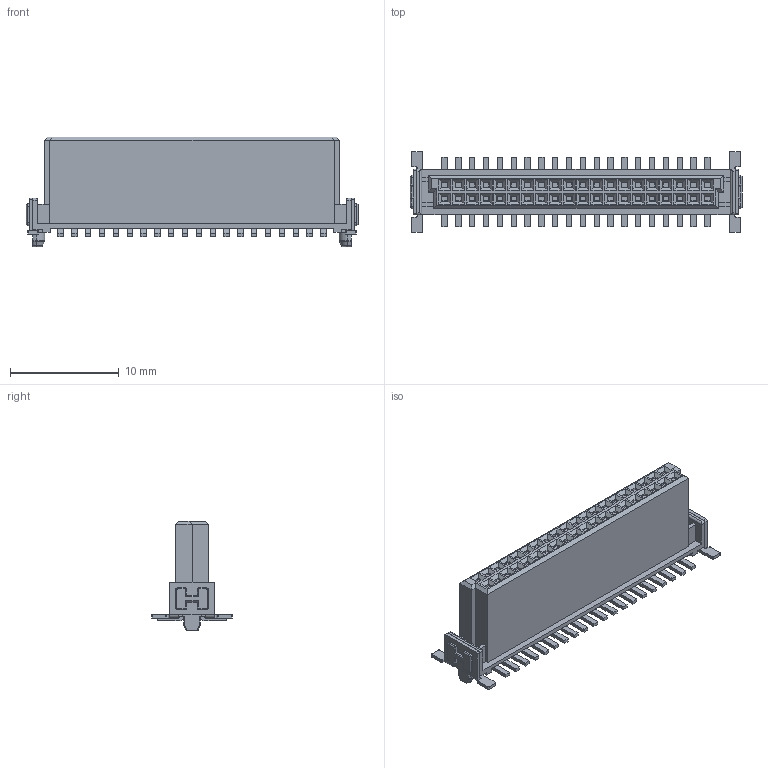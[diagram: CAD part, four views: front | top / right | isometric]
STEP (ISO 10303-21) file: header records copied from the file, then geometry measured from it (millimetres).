
FILE_DESCRIPTION(('CATIA V5 STEP Exchange','CAx-IF Rec.Pracs.--- Model Styling and Organization---1.4--- 2014-01-23'),'2;1');
FILE_NAME ('D1463920_0_2747390000_2747390000.stp','2020-10-05T10:07:11+00:00',('none'),('Weidmueller'),'CATIA Version 5-6 Release 2016 SP3 HF44','CATIA V5 STEP AP214','none');
FILE_SCHEMA(('AUTOMOTIVE_DESIGN { 1 0 10303 214 1 1 1 1 }'));
Products named in the file (1): 2747390000
Bounding box: 30.48 x 7.4 x 10.08 mm (x, y, z)
Volume: 735.1 mm3; surface area: 1099.3 mm2
Topology: 1 solids, 1 shells, 1320 faces, 3432 edges, 2240 vertices
Faces by surface type: plane 814, cylinder 272, bspline 132, torus 80, cone 22
Entity records: 51731 total; most frequent: CARTESIAN_POINT 21685, ORIENTED_EDGE 6864, DIRECTION 4557, EDGE_CURVE 3432, VECTOR 2428, LINE 2428, VERTEX_POINT 2240, EDGE_LOOP 1446
